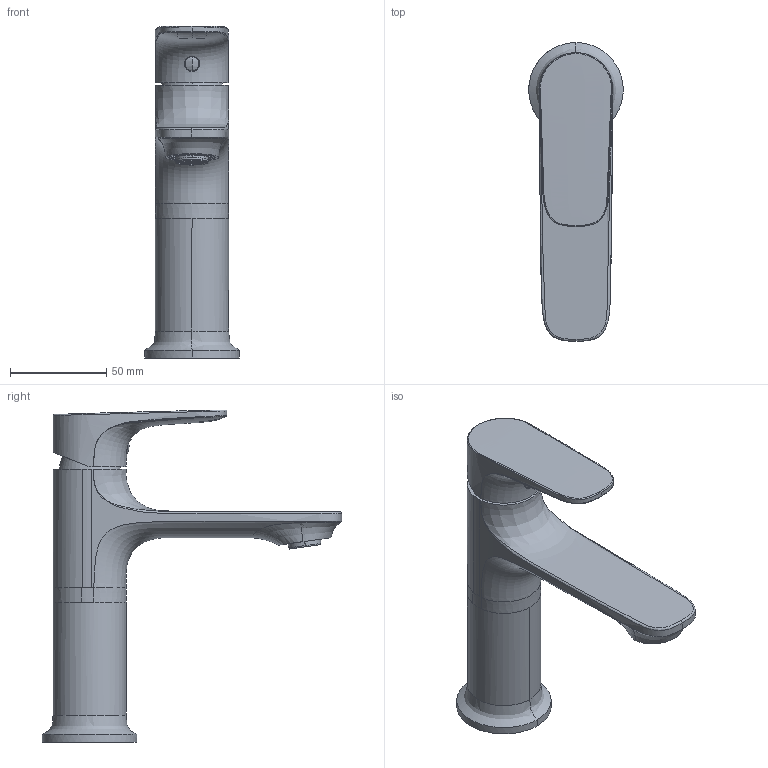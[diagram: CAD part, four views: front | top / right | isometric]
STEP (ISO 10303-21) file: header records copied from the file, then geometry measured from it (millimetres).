
FILE_DESCRIPTION(/* description */ (''),/* implementation_level */ '2;1');
FILE_NAME(/* name */ 'STEP - 155232805_9512455',/* time_stamp */ '2024-07-18T10:31:53+10:00',/* author */ (''),/* organization */ (''),/* preprocessor_version */ 'ST-DEVELOPER v16.5',/* originating_system */ 'Rhino 7.23',/* authorisation */ '');
FILE_SCHEMA (('AUTOMOTIVE_DESIGN'));
Length unit declared in the file: millimetre
Products named in the file (14): Document; 155232105RECE_ASM; 201036522426; 204011839901; 205022640105; 202010710226; 202030410726; 203101329901; 205011731602; 205055390726; 205011791601; 208000910601; 208002330601; 205012321601
Assembly tree (15 placements, depth 3):
  Document
    155232105RECE_ASM
      201036522426
      204011839901
      205022640105
      202010710226
      202030410726
      203101329901
      205011731602
      205055390726
      205011791601
      208000910601
      208002330601  x2
      205012321601  x2
Bounding box: 48.99 x 155.24 x 172.27 mm (x, y, z)
Volume: 101618.1 mm3; surface area: 83738 mm2
Topology: 15 solids, 15 shells, 1811 faces, 4975 edges, 3188 vertices
Faces by surface type: plane 1191, bspline 407, cylinder 213
Entity records: 101875 total; most frequent: CARTESIAN_POINT 69204, ORIENTED_EDGE 9852, EDGE_CURVE 4926, B_SPLINE_CURVE_WITH_KNOTS 4067, VERTEX_POINT 3164, EDGE_LOOP 2092, ADVANCED_FACE 1792, FACE_OUTER_BOUND 1792
